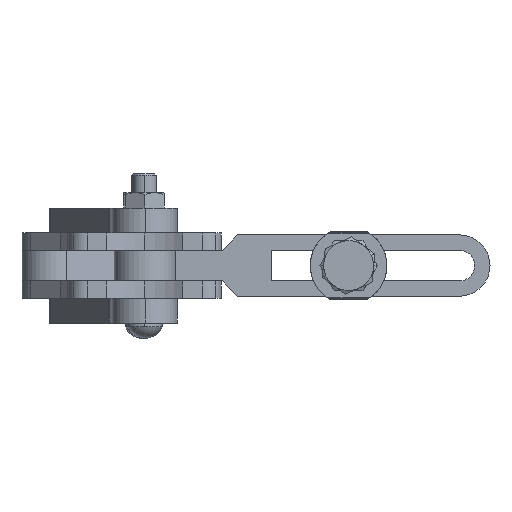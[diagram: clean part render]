
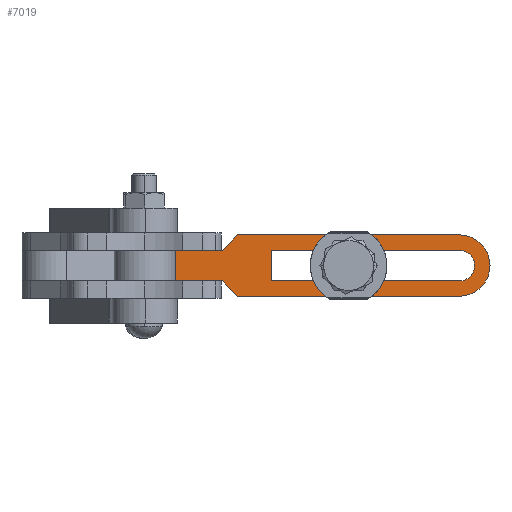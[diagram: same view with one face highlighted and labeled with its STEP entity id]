
A CAD part, front view. The second image highlights one B-rep face of the part: STEP entity #7019.
In plain terms, the highlighted planar face has unit normal (0, -1, 0).
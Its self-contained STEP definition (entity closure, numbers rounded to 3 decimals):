
#6010=CARTESIAN_POINT('',(25.,30.516,0.));
#6011=VERTEX_POINT('',#6010);
#6027=CARTESIAN_POINT('',(17.,30.515,8.));
#6028=VERTEX_POINT('',#6027);
#6035=CARTESIAN_POINT('',(17.,30.515,0.));
#6036=DIRECTION('',(0.,1.,0.));
#6037=DIRECTION('',(1.,0.,0.));
#6038=AXIS2_PLACEMENT_3D('',#6035,#6036,#6037);
#6039=CIRCLE('',#6038,8.0);
#6040=EDGE_CURVE('',#6028,#6011,#6039,.T.);
#6052=CARTESIAN_POINT('',(21.,30.515,0.));
#6053=VERTEX_POINT('',#6052);
#6069=CARTESIAN_POINT('',(17.,30.515,-4.));
#6070=VERTEX_POINT('',#6069);
#6077=CARTESIAN_POINT('',(17.,30.515,0.));
#6078=DIRECTION('',(0.,-1.,0.));
#6079=DIRECTION('',(1.,0.,0.));
#6080=AXIS2_PLACEMENT_3D('',#6077,#6078,#6079);
#6081=CIRCLE('',#6080,4.0);
#6082=EDGE_CURVE('',#6070,#6053,#6081,.T.);
#6186=CARTESIAN_POINT('',(-64.751,30.503,-4.));
#6187=VERTEX_POINT('',#6186);
#6195=CARTESIAN_POINT('',(-64.751,30.503,4.));
#6196=VERTEX_POINT('',#6195);
#6197=CARTESIAN_POINT('',(-64.751,30.503,-4.));
#6198=DIRECTION('',(0.0,0.0,1.0));
#6199=VECTOR('',#6198,8.0);
#6200=LINE('',#6197,#6199);
#6201=EDGE_CURVE('',#6187,#6196,#6200,.T.);
#6346=CARTESIAN_POINT('',(-44.737,30.506,4.));
#6347=VERTEX_POINT('',#6346);
#6426=CARTESIAN_POINT('',(-44.737,30.506,4.));
#6427=DIRECTION('',(-1.,0.,0.));
#6428=VECTOR('',#6427,20.014);
#6429=LINE('',#6426,#6428);
#6430=EDGE_CURVE('',#6347,#6196,#6429,.T.);
#6654=CARTESIAN_POINT('',(-32.,30.508,4.));
#6655=VERTEX_POINT('',#6654);
#6664=CARTESIAN_POINT('',(-32.,30.508,-4.));
#6665=VERTEX_POINT('',#6664);
#6666=CARTESIAN_POINT('',(-32.,30.508,-4.));
#6667=DIRECTION('',(0.0,0.0,1.0));
#6668=VECTOR('',#6667,8.0);
#6669=LINE('',#6666,#6668);
#6670=EDGE_CURVE('',#6665,#6655,#6669,.T.);
#6711=CARTESIAN_POINT('',(-44.737,30.506,-4.));
#6712=VERTEX_POINT('',#6711);
#6721=CARTESIAN_POINT('',(-64.751,30.503,-4.));
#6722=DIRECTION('',(1.,0.,0.));
#6723=VECTOR('',#6722,20.014);
#6724=LINE('',#6721,#6723);
#6725=EDGE_CURVE('',#6187,#6712,#6724,.T.);
#6770=CARTESIAN_POINT('',(17.,30.515,4.));
#6771=VERTEX_POINT('',#6770);
#6778=CARTESIAN_POINT('',(17.,30.515,4.));
#6779=DIRECTION('',(-1.,0.,0.));
#6780=VECTOR('',#6779,49.);
#6781=LINE('',#6778,#6780);
#6782=EDGE_CURVE('',#6771,#6655,#6781,.T.);
#6793=CARTESIAN_POINT('',(17.,30.515,0.));
#6794=DIRECTION('',(0.,-1.,0.));
#6795=DIRECTION('',(1.,0.,0.));
#6796=AXIS2_PLACEMENT_3D('',#6793,#6794,#6795);
#6797=CIRCLE('',#6796,4.0);
#6798=EDGE_CURVE('',#6053,#6771,#6797,.T.);
#6816=CARTESIAN_POINT('',(-40.737,30.507,8.));
#6817=VERTEX_POINT('',#6816);
#6818=CARTESIAN_POINT('',(-44.737,30.506,4.));
#6819=DIRECTION('',(0.707,0.,0.707));
#6820=VECTOR('',#6819,5.657);
#6821=LINE('',#6818,#6820);
#6822=EDGE_CURVE('',#6347,#6817,#6821,.T.);
#6847=CARTESIAN_POINT('',(-40.737,30.507,8.));
#6848=DIRECTION('',(1.,0.,0.));
#6849=VECTOR('',#6848,57.737);
#6850=LINE('',#6847,#6849);
#6851=EDGE_CURVE('',#6817,#6028,#6850,.T.);
#6870=CARTESIAN_POINT('',(17.,30.515,-8.));
#6871=VERTEX_POINT('',#6870);
#6872=CARTESIAN_POINT('',(17.,30.515,0.));
#6873=DIRECTION('',(0.,1.,0.));
#6874=DIRECTION('',(1.,0.,0.));
#6875=AXIS2_PLACEMENT_3D('',#6872,#6873,#6874);
#6876=CIRCLE('',#6875,8.0);
#6877=EDGE_CURVE('',#6011,#6871,#6876,.T.);
#6902=CARTESIAN_POINT('',(-40.737,30.507,-8.));
#6903=VERTEX_POINT('',#6902);
#6904=CARTESIAN_POINT('',(17.,30.515,-8.));
#6905=DIRECTION('',(-1.,0.,0.));
#6906=VECTOR('',#6905,57.737);
#6907=LINE('',#6904,#6906);
#6908=EDGE_CURVE('',#6871,#6903,#6907,.T.);
#6933=CARTESIAN_POINT('',(-40.737,30.507,-8.));
#6934=DIRECTION('',(-0.707,0.,0.707));
#6935=VECTOR('',#6934,5.657);
#6936=LINE('',#6933,#6935);
#6937=EDGE_CURVE('',#6903,#6712,#6936,.T.);
#6956=CARTESIAN_POINT('',(-32.,30.508,-4.));
#6957=DIRECTION('',(1.,0.,0.));
#6958=VECTOR('',#6957,49.);
#6959=LINE('',#6956,#6958);
#6960=EDGE_CURVE('',#6665,#6070,#6959,.T.);
#6996=CARTESIAN_POINT('',(17.,30.515,-4.));
#6997=DIRECTION('',(0.,1.,0.));
#6998=DIRECTION('',(-1.,0.,0.));
#6999=AXIS2_PLACEMENT_3D('',#6996,#6997,#6998);
#7000=PLANE('',#6999);
#7001=ORIENTED_EDGE('',*,*,#6430,.T.);
#7002=ORIENTED_EDGE('',*,*,#6201,.F.);
#7003=ORIENTED_EDGE('',*,*,#6725,.T.);
#7004=ORIENTED_EDGE('',*,*,#6937,.F.);
#7005=ORIENTED_EDGE('',*,*,#6908,.F.);
#7006=ORIENTED_EDGE('',*,*,#6877,.F.);
#7007=ORIENTED_EDGE('',*,*,#6040,.F.);
#7008=ORIENTED_EDGE('',*,*,#6851,.F.);
#7009=ORIENTED_EDGE('',*,*,#6822,.F.);
#7010=EDGE_LOOP('',(#7001,#7002,#7003,#7004,#7005,#7006,#7007,#7008,#7009));
#7011=FACE_OUTER_BOUND('',#7010,.T.);
#7012=ORIENTED_EDGE('',*,*,#6782,.F.);
#7013=ORIENTED_EDGE('',*,*,#6798,.F.);
#7014=ORIENTED_EDGE('',*,*,#6082,.F.);
#7015=ORIENTED_EDGE('',*,*,#6960,.F.);
#7016=ORIENTED_EDGE('',*,*,#6670,.T.);
#7017=EDGE_LOOP('',(#7012,#7013,#7014,#7015,#7016));
#7018=FACE_BOUND('',#7017,.T.);
#7019=ADVANCED_FACE('',(#7011,#7018),#7000,.F.);
